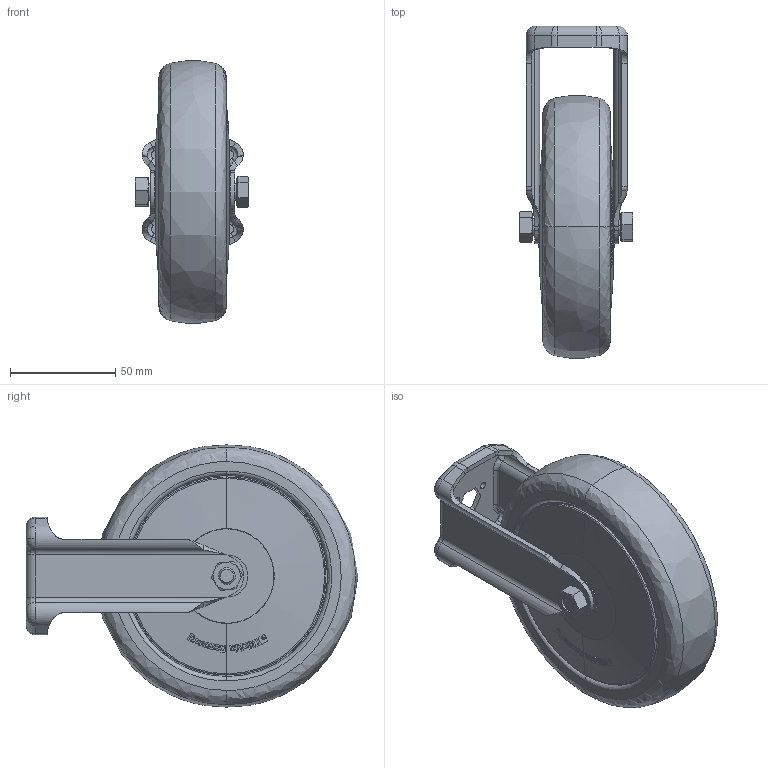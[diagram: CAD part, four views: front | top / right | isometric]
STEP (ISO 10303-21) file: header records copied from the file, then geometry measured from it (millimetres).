
FILE_DESCRIPTION (( 'STEP AP214' ), '1' );
FILE_NAME ('Accessories for aluminium profiles098F125TNESD.step', '2016-10-19T16:58:24', ( '' ), ( '' ), 'SwSTEP 2.0', 'SolidWorks 2016', '' );
FILE_SCHEMA (( 'AUTOMOTIVE_DESIGN' ));
Length unit declared in the file: millimetre
Products named in the file (5): TPA_126_8K-ELS-FK_612192-214_selction no pls; 098FR.u.Tab_098F125; 4DIN934M08M; 4DIN931M08048MS01; Accessories for aluminium profiles098F125TNESD
Assembly tree (4 placements, depth 2):
  Accessories for aluminium profiles098F125TNESD
    4DIN931M08048MS01
    4DIN934M08M
    098FR.u.Tab_098F125
    TPA_126_8K-ELS-FK_612192-214_selction no pls
Bounding box: 54.2 x 157.86 x 124.71 mm (x, y, z)
Volume: 411831.7 mm3; surface area: 59332.2 mm2
Topology: 4 solids, 4 shells, 970 faces, 2514 edges, 1629 vertices
Faces by surface type: plane 505, bspline 300, cone 81, cylinder 70, torus 14
Entity records: 54640 total; most frequent: CARTESIAN_POINT 27842, ORIENTED_EDGE 5028, DIRECTION 3006, EDGE_CURVE 2514, VERTEX_POINT 1629, VECTOR 1218, LINE 1218, EDGE_LOOP 1063
